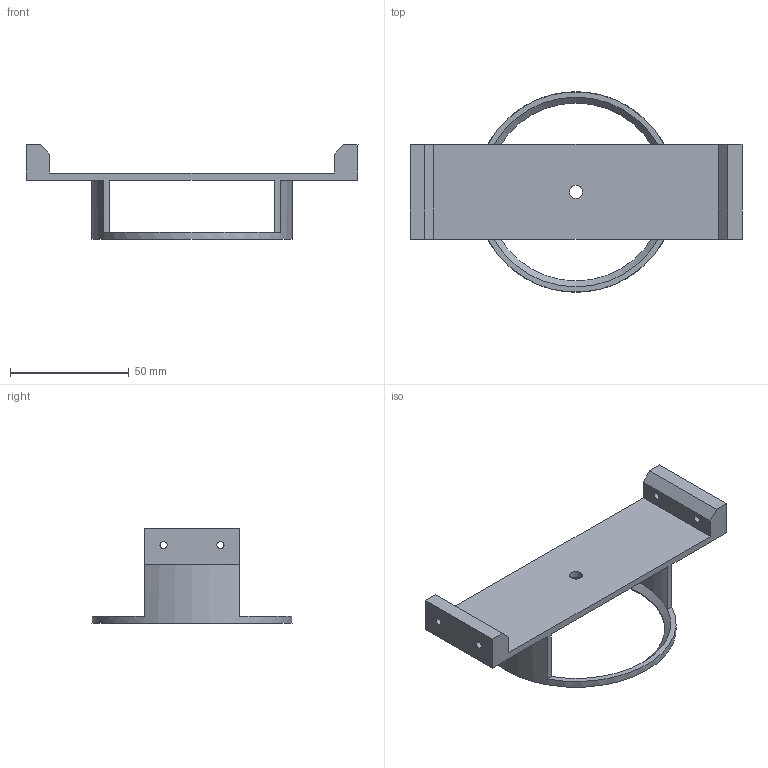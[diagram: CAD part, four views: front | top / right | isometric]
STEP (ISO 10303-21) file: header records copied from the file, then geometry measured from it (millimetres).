
FILE_DESCRIPTION(/* description */ (''),/* implementation_level */ '2;1');
FILE_NAME(/* name */ 'diancitiev2.step',/* time_stamp */ '2025-10-20T13:55:29-04:00',/* author */ (''),/* organization */ (''),/* preprocessor_version */ 'ST-DEVELOPER v20.1',/* originating_system */ 'Autodesk Translation Framework v14.17.0.0',/* authorisation */ '');
FILE_SCHEMA (('AUTOMOTIVE_DESIGN { 1 0 10303 214 3 1 1 }'));
Length unit declared in the file: millimetre
Products named in the file (1): diancitie
Bounding box: 140 x 84.5 x 40 mm (x, y, z)
Volume: 32359.2 mm3; surface area: 21858.9 mm2
Topology: 1 solids, 1 shells, 27 faces, 79 edges, 51 vertices
Faces by surface type: plane 17, cylinder 9, cone 1
Full cylindrical faces by diameter (mm): 3 x4, 5.5 x1, 75 x1, 84.5 x1
Entity records: 959 total; most frequent: DIRECTION 160, ORIENTED_EDGE 158, CARTESIAN_POINT 158, EDGE_CURVE 79, LINE 54, VECTOR 54, AXIS2_PLACEMENT_3D 53, VERTEX_POINT 51
